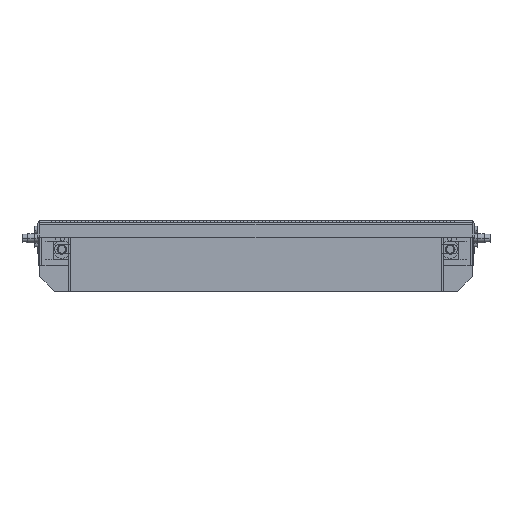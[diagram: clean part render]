
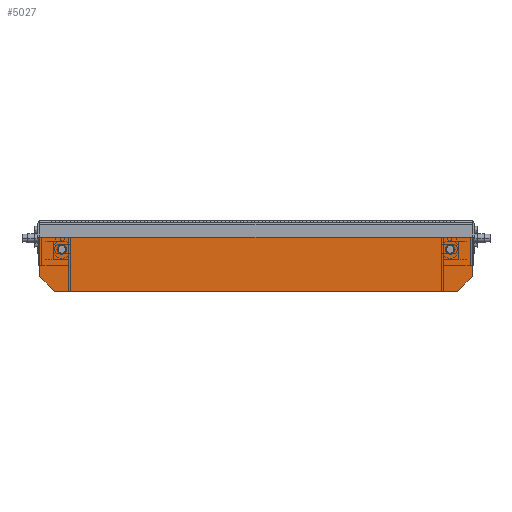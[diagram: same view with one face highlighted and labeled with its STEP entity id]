
A CAD part, front view. The second image highlights one B-rep face of the part: STEP entity #5027.
In plain terms, the highlighted planar face has unit normal (0, -1, 0).
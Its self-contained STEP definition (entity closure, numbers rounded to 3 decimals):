
#5027=ADVANCED_FACE('',(#11544,#11545,#11546),#11547,.T.);
#11544=FACE_BOUND('',#20110,.T.);
#11545=FACE_BOUND('',#20111,.T.);
#11546=FACE_OUTER_BOUND('',#20112,.T.);
#11547=PLANE('',#20113);
#20110=EDGE_LOOP('',(#32705,#32706));
#20111=EDGE_LOOP('',(#32707,#32708));
#20112=EDGE_LOOP('',(#32709,#32710,#32711,#32712,#32713,#32714));
#20113=AXIS2_PLACEMENT_3D('',#32715,#32716,#32717);
#32705=ORIENTED_EDGE('',*,*,#52840,.T.);
#32706=ORIENTED_EDGE('',*,*,#53790,.T.);
#32707=ORIENTED_EDGE('',*,*,#52835,.T.);
#32708=ORIENTED_EDGE('',*,*,#53794,.T.);
#32709=ORIENTED_EDGE('',*,*,#53799,.T.);
#32710=ORIENTED_EDGE('',*,*,#53801,.T.);
#32711=ORIENTED_EDGE('',*,*,#53802,.T.);
#32712=ORIENTED_EDGE('',*,*,#53752,.T.);
#32713=ORIENTED_EDGE('',*,*,#53803,.F.);
#32714=ORIENTED_EDGE('',*,*,#53772,.T.);
#32715=CARTESIAN_POINT('',(12.0,46.0,41.125));
#32716=DIRECTION('',(0.0,-1.0,0.0));
#32717=DIRECTION('',(0.0,0.0,-1.0));
#52835=EDGE_CURVE('',#63397,#63394,#63398,.T.);
#52840=EDGE_CURVE('',#63406,#63403,#63407,.T.);
#53752=EDGE_CURVE('',#64782,#64780,#64783,.T.);
#53772=EDGE_CURVE('',#64813,#64811,#64814,.T.);
#53790=EDGE_CURVE('',#63403,#63406,#64838,.T.);
#53794=EDGE_CURVE('',#63394,#63397,#64842,.T.);
#53799=EDGE_CURVE('',#64811,#64847,#64849,.T.);
#53801=EDGE_CURVE('',#64847,#64851,#64852,.T.);
#53802=EDGE_CURVE('',#64851,#64782,#64853,.T.);
#53803=EDGE_CURVE('',#64813,#64780,#64854,.T.);
#63394=VERTEX_POINT('',#78788);
#63397=VERTEX_POINT('',#78792);
#63398=CIRCLE('',#78793,3.3);
#63403=VERTEX_POINT('',#78799);
#63406=VERTEX_POINT('',#78803);
#63407=CIRCLE('',#78804,3.3);
#64780=VERTEX_POINT('',#80851);
#64782=VERTEX_POINT('',#80853);
#64783=LINE('',#80854,#80855);
#64811=VERTEX_POINT('',#80894);
#64813=VERTEX_POINT('',#80897);
#64814=LINE('',#80898,#80899);
#64838=CIRCLE('',#80928,3.3);
#64842=CIRCLE('',#80932,3.3);
#64847=VERTEX_POINT('',#80938);
#64849=LINE('',#80941,#80942);
#64851=VERTEX_POINT('',#80944);
#64852=LINE('',#80945,#80946);
#64853=LINE('',#80947,#80948);
#64854=LINE('',#80949,#80950);
#78788=CARTESIAN_POINT('',(30.3,46.0,28.5));
#78792=CARTESIAN_POINT('',(23.7,46.0,28.5));
#78793=AXIS2_PLACEMENT_3D('',#100277,#100278,#100279);
#78799=CARTESIAN_POINT('',(293.3,46.0,28.5));
#78803=CARTESIAN_POINT('',(286.7,46.0,28.5));
#78804=AXIS2_PLACEMENT_3D('',#100285,#100286,#100287);
#80851=CARTESIAN_POINT('',(305.0,46.0,45.5));
#80853=CARTESIAN_POINT('',(305.0,46.0,10.));
#80854=CARTESIAN_POINT('',(305.0,46.0,22.75));
#80855=VECTOR('',#100992,1.0);
#80894=CARTESIAN_POINT('',(12.0,46.0,10.0));
#80897=CARTESIAN_POINT('',(12.0,46.0,45.5));
#80898=CARTESIAN_POINT('',(12.0,46.0,22.75));
#80899=VECTOR('',#101017,1.0);
#80928=AXIS2_PLACEMENT_3D('',#101047,#101048,#101049);
#80932=AXIS2_PLACEMENT_3D('',#101053,#101054,#101055);
#80938=CARTESIAN_POINT('',(22.0,46.0,0.0));
#80941=CARTESIAN_POINT('',(6.567,46.0,15.433));
#80942=VECTOR('',#101058,1.0);
#80944=CARTESIAN_POINT('',(295.0,46.0,0.0));
#80945=CARTESIAN_POINT('',(158.5,46.0,0.0));
#80946=VECTOR('',#101059,1.0);
#80947=CARTESIAN_POINT('',(237.183,46.0,-57.817));
#80948=VECTOR('',#101060,1.0);
#80949=CARTESIAN_POINT('',(12.0,46.0,45.5));
#80950=VECTOR('',#101061,1.0);
#100277=CARTESIAN_POINT('',(27.0,46.0,28.5));
#100278=DIRECTION('',(-0.0,1.0,0.0));
#100279=DIRECTION('',(1.0,0.0,0.0));
#100285=CARTESIAN_POINT('',(290.0,46.0,28.5));
#100286=DIRECTION('',(-0.0,1.0,0.0));
#100287=DIRECTION('',(1.0,0.0,0.0));
#100992=DIRECTION('',(0.0,0.0,1.0));
#101017=DIRECTION('',(0.0,0.0,-1.0));
#101047=CARTESIAN_POINT('',(290.0,46.0,28.5));
#101048=DIRECTION('',(-0.0,1.0,0.0));
#101049=DIRECTION('',(1.0,0.0,0.0));
#101053=CARTESIAN_POINT('',(27.0,46.0,28.5));
#101054=DIRECTION('',(-0.0,1.0,0.0));
#101055=DIRECTION('',(1.0,0.0,0.0));
#101058=DIRECTION('',(0.707,0.0,-0.707));
#101059=DIRECTION('',(1.0,0.0,0.0));
#101060=DIRECTION('',(0.707,0.0,0.707));
#101061=DIRECTION('',(1.0,0.0,0.0));
